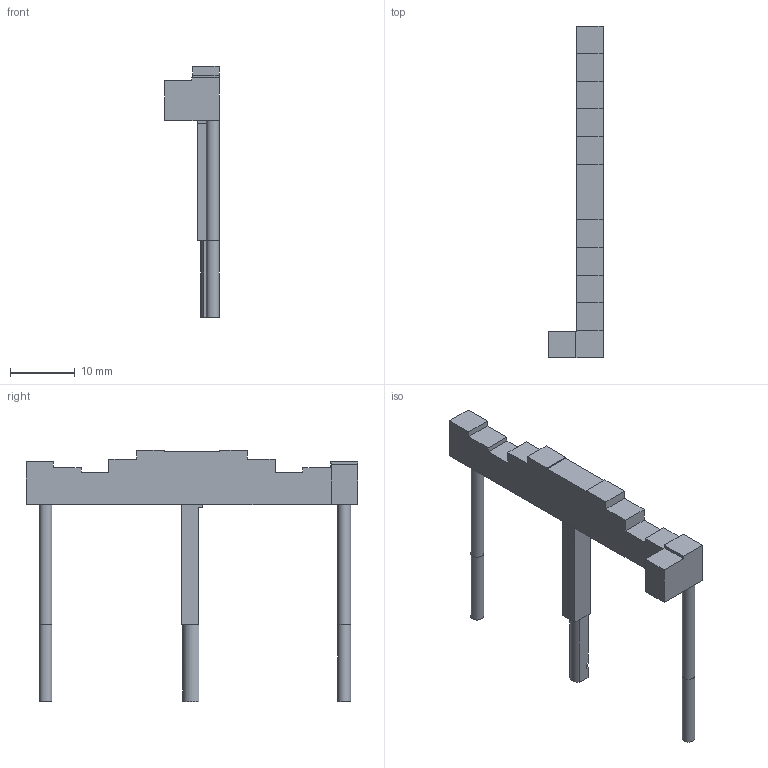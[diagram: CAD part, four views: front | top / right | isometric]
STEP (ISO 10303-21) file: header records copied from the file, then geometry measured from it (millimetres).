
FILE_DESCRIPTION(/* description */ (''),/* implementation_level */ '2;1');
FILE_NAME(/* name */ 'Test2.stp',/* time_stamp */ '2022-11-14T15:09:04+00:00',/* author */ ('benka'),/* organization */ (''),/* preprocessor_version */ 'ST-DEVELOPER v18.1',/* originating_system */ 'Autodesk Inventor 2022',/* authorisation */ '');
FILE_SCHEMA (('CONFIG_CONTROL_DESIGN'));
Length unit declared in the file: millimetre
Products named in the file (1): seg_1
Bounding box: 8.38 x 51.25 x 38.83 mm (x, y, z)
Volume: 1974.2 mm3; surface area: 2020.6 mm2
Topology: 1 solids, 1 shells, 53 faces, 141 edges, 90 vertices
Faces by surface type: plane 47, cylinder 6
Full cylindrical faces by diameter (mm): 2 x4
Entity records: 1656 total; most frequent: CARTESIAN_POINT 285, ORIENTED_EDGE 282, DIRECTION 263, EDGE_CURVE 141, LINE 127, VECTOR 127, VERTEX_POINT 90, AXIS2_PLACEMENT_3D 68
